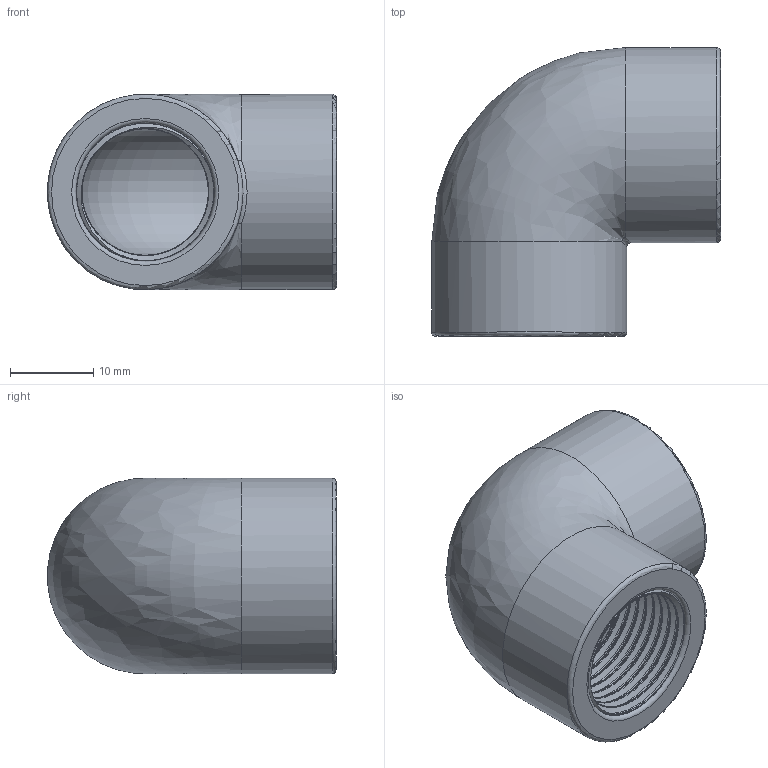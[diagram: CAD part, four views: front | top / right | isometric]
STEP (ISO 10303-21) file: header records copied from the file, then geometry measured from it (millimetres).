
FILE_DESCRIPTION(/* description */ (''),/* implementation_level */ '2;1');
FILE_NAME(/* name */ 'EL510160.ipt.stp',/* time_stamp */ '2017-01-24T17:41:39+01:00',/* author */ ('Gabriele'),/* organization */ (''),/* preprocessor_version */ 'ST-DEVELOPER v16.5',/* originating_system */ 'Autodesk Inventor 2017',/* authorisation */ '');
FILE_SCHEMA (('AUTOMOTIVE_DESIGN { 1 0 10303 214 3 1 1 }'));
Length unit declared in the file: millimetre
Products named in the file (1): EL510160
Bounding box: 34.74 x 34.71 x 23.5 mm (x, y, z)
Volume: 9648.1 mm3; surface area: 8247 mm2
Topology: 3 solids, 3 shells, 35 faces, 77 edges, 50 vertices
Faces by surface type: bspline 14, cylinder 8, plane 8, torus 5
Full cylindrical faces by diameter (mm): 16.66 x2, 23.5 x2
Entity records: 8772 total; most frequent: CARTESIAN_POINT 8110, ORIENTED_EDGE 132, DIRECTION 92, EDGE_CURVE 66, EDGE_LOOP 48, VERTEX_POINT 48, AXIS2_PLACEMENT_3D 46, B_SPLINE_CURVE_WITH_KNOTS 42
